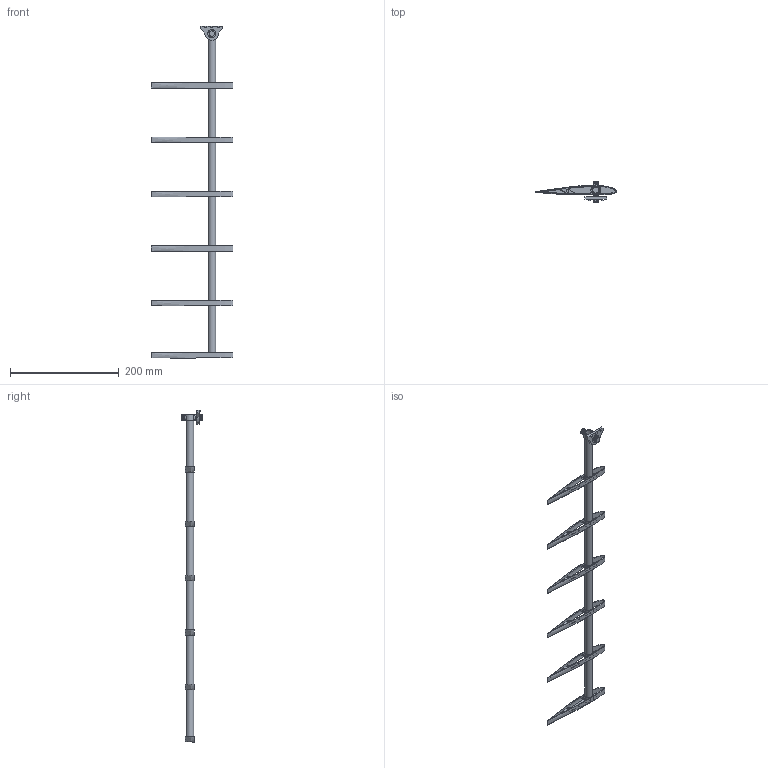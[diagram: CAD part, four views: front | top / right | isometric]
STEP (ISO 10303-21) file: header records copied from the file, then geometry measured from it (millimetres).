
FILE_DESCRIPTION(/* description */ (''),/* implementation_level */ '2;1');
FILE_NAME(/* name */ 'f4234b52-1ad4-49d6-b4fc-c61ee6822021.stp',/* time_stamp */ '2019-01-08T14:11:39+00:00',/* author */ (''),/* organization */ (''),/* preprocessor_version */ 'ST-DEVELOPER v17.2',/* originating_system */ 'Autodesk Translation Framework v7.6.0.251',/* authorisation */ '');
FILE_SCHEMA (('AUTOMOTIVE_DESIGN { 1 0 10303 214 3 1 1 }'));
Length unit declared in the file: millimetre
Products named in the file (8): Simulation Model 1; green lantern v7; wing left v3; 14mm x 600mm pvc pipe v1; wing 3 airfoil left end v3; wing 3 airfoil v1; wing bearing mount right v11; 10mm x 15mm x 4mm bearing v1
Assembly tree (11 placements, depth 3):
  Simulation Model 1
    green lantern v7
    wing left v3
      14mm x 600mm pvc pipe v1
      wing 3 airfoil left end v3
      wing 3 airfoil v1  x5
    wing bearing mount right v11
    10mm x 15mm x 4mm bearing v1
Bounding box: 149.99 x 40 x 610 mm (x, y, z)
Volume: 48637 mm3; surface area: 101812.8 mm2
Topology: 10 solids, 10 shells, 295 faces, 866 edges, 589 vertices
Faces by surface type: plane 159, cylinder 76, bspline 60
Full cylindrical faces by diameter (mm): 2 x1, 2.2 x6, 5.2 x6, 7 x1, 8 x2, 10 x5, 12 x1, 14 x1, 14.2 x7, 15 x2
Entity records: 9570 total; most frequent: CARTESIAN_POINT 5655, ORIENTED_EDGE 820, DIRECTION 665, EDGE_CURVE 410, VERTEX_POINT 275, AXIS2_PLACEMENT_3D 247, EDGE_LOOP 191, LINE 171
